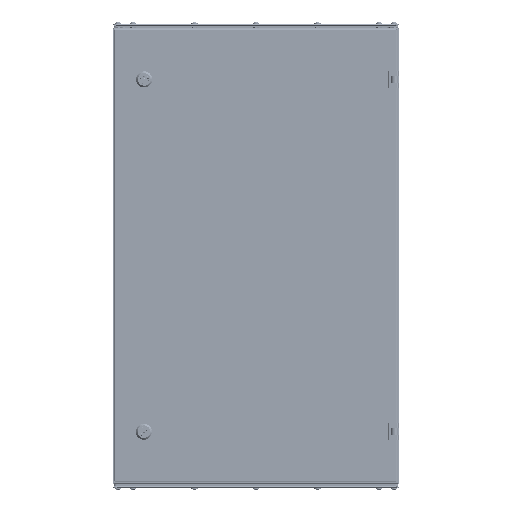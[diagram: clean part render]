
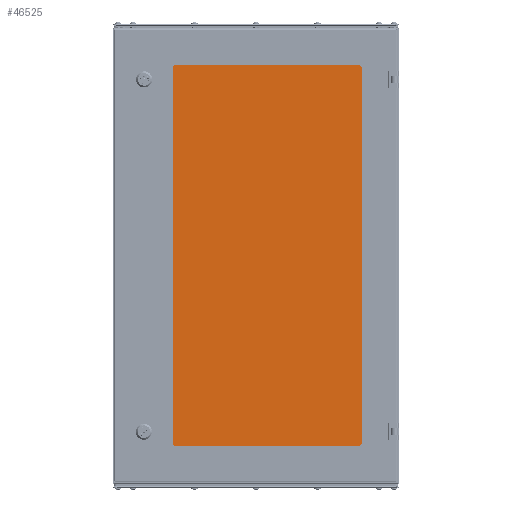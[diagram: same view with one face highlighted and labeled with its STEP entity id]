
A CAD part, top view. The second image highlights one B-rep face of the part: STEP entity #46525.
In plain terms, the highlighted planar face has unit normal (0, 0, 1).
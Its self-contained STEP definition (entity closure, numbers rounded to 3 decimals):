
#823 = EDGE_CURVE ( 'NONE', #75136, #85204, #82780, .T. ) ;
#4995 = CARTESIAN_POINT ( 'NONE',  ( 177.75, -335.5, 4. ) ) ;
#5113 = DIRECTION ( 'NONE',  ( -1., 0., 0. ) ) ;
#5391 = ORIENTED_EDGE ( 'NONE', *, *, #49519, .T. ) ;
#5560 = AXIS2_PLACEMENT_3D ( 'NONE', #22731, #24069, #78378 ) ;
#6994 = AXIS2_PLACEMENT_3D ( 'NONE', #59330, #73498, #65745 ) ;
#9415 = VECTOR ( 'NONE', #83898, 1000. ) ;
#9514 = DIRECTION ( 'NONE',  ( 0., 0., 1. ) ) ;
#10168 = VECTOR ( 'NONE', #5113, 1000. ) ;
#10176 = VECTOR ( 'NONE', #54727, 1000. ) ;
#16340 = CARTESIAN_POINT ( 'NONE',  ( -167.75, 335.5, 4. ) ) ;
#16566 = VERTEX_POINT ( 'NONE', #73207 ) ;
#17880 = LINE ( 'NONE', #26520, #10168 ) ;
#20090 = ORIENTED_EDGE ( 'NONE', *, *, #48392, .T. ) ;
#22731 = CARTESIAN_POINT ( 'NONE',  ( 167.75, 335.5, 4. ) ) ;
#23282 = DIRECTION ( 'NONE',  ( -1., 0., 0. ) ) ;
#24069 = DIRECTION ( 'NONE',  ( 0., 0., 1. ) ) ;
#26520 = CARTESIAN_POINT ( 'NONE',  ( -177.75, 345.5, 4. ) ) ;
#27587 = CIRCLE ( 'NONE', #58310, 10. ) ;
#28153 = LINE ( 'NONE', #47733, #83872 ) ;
#31050 = ORIENTED_EDGE ( 'NONE', *, *, #71326, .T. ) ;
#31312 = ORIENTED_EDGE ( 'NONE', *, *, #823, .T. ) ;
#32290 = AXIS2_PLACEMENT_3D ( 'NONE', #72086, #85759, #23282 ) ;
#33643 = VERTEX_POINT ( 'NONE', #40555 ) ;
#36528 = CARTESIAN_POINT ( 'NONE',  ( 167.75, 345.5, 4. ) ) ;
#36672 = EDGE_CURVE ( 'NONE', #33643, #58195, #66662, .T. ) ;
#38498 = VERTEX_POINT ( 'NONE', #70371 ) ;
#40325 = CARTESIAN_POINT ( 'NONE',  ( 167.75, -345.5, 4. ) ) ;
#40401 = EDGE_LOOP ( 'NONE', ( #69254, #47536, #31050, #31312, #20090, #41358, #5391, #45743 ) ) ;
#40555 = CARTESIAN_POINT ( 'NONE',  ( -177.75, -335.5, 4. ) ) ;
#41358 = ORIENTED_EDGE ( 'NONE', *, *, #83253, .T. ) ;
#45743 = ORIENTED_EDGE ( 'NONE', *, *, #36672, .T. ) ;
#46525 = ADVANCED_FACE ( 'NONE', ( #51535 ), #52424, .F. ) ;
#47536 = ORIENTED_EDGE ( 'NONE', *, *, #48003, .T. ) ;
#47733 = CARTESIAN_POINT ( 'NONE',  ( 177.75, -345.5, 4. ) ) ;
#48003 = EDGE_CURVE ( 'NONE', #78074, #48897, #27587, .T. ) ;
#48392 = EDGE_CURVE ( 'NONE', #85204, #38498, #17880, .T. ) ;
#48897 = VERTEX_POINT ( 'NONE', #4995 ) ;
#49519 = EDGE_CURVE ( 'NONE', #16566, #33643, #49644, .T. ) ;
#49644 = LINE ( 'NONE', #84330, #9415 ) ;
#51535 = FACE_OUTER_BOUND ( 'NONE', #40401, .T. ) ;
#51742 = CARTESIAN_POINT ( 'NONE',  ( 167.75, -335.5, 4. ) ) ;
#52424 = PLANE ( 'NONE',  #32290 ) ;
#54727 = DIRECTION ( 'NONE',  ( 1., 0., 0. ) ) ;
#58195 = VERTEX_POINT ( 'NONE', #70864 ) ;
#58310 = AXIS2_PLACEMENT_3D ( 'NONE', #51742, #59019, #86874 ) ;
#59019 = DIRECTION ( 'NONE',  ( 0., 0., 1. ) ) ;
#59330 = CARTESIAN_POINT ( 'NONE',  ( -167.75, -335.5, 4. ) ) ;
#65745 = DIRECTION ( 'NONE',  ( -1., 0., 0. ) ) ;
#66662 = CIRCLE ( 'NONE', #6994, 10. ) ;
#67080 = CARTESIAN_POINT ( 'NONE',  ( -177.75, -345.5, 4. ) ) ;
#69254 = ORIENTED_EDGE ( 'NONE', *, *, #78787, .T. ) ;
#70371 = CARTESIAN_POINT ( 'NONE',  ( -167.75, 345.5, 4. ) ) ;
#70864 = CARTESIAN_POINT ( 'NONE',  ( -167.75, -345.5, 4. ) ) ;
#71326 = EDGE_CURVE ( 'NONE', #48897, #75136, #28153, .T. ) ;
#72086 = CARTESIAN_POINT ( 'NONE',  ( 0., 0., 4. ) ) ;
#73207 = CARTESIAN_POINT ( 'NONE',  ( -177.75, 335.5, 4. ) ) ;
#73498 = DIRECTION ( 'NONE',  ( 0., 0., 1. ) ) ;
#73924 = LINE ( 'NONE', #67080, #10176 ) ;
#75136 = VERTEX_POINT ( 'NONE', #86258 ) ;
#78074 = VERTEX_POINT ( 'NONE', #40325 ) ;
#78378 = DIRECTION ( 'NONE',  ( -1., 0., 0. ) ) ;
#78403 = DIRECTION ( 'NONE',  ( -1., 0., 0. ) ) ;
#78787 = EDGE_CURVE ( 'NONE', #58195, #78074, #73924, .T. ) ;
#81985 = AXIS2_PLACEMENT_3D ( 'NONE', #16340, #9514, #78403 ) ;
#82780 = CIRCLE ( 'NONE', #5560, 10. ) ;
#83253 = EDGE_CURVE ( 'NONE', #38498, #16566, #87781, .T. ) ;
#83872 = VECTOR ( 'NONE', #89250, 1000. ) ;
#83898 = DIRECTION ( 'NONE',  ( 0., -1., 0. ) ) ;
#84330 = CARTESIAN_POINT ( 'NONE',  ( -177.75, -345.5, 4. ) ) ;
#85204 = VERTEX_POINT ( 'NONE', #36528 ) ;
#85759 = DIRECTION ( 'NONE',  ( 0., 0., -1. ) ) ;
#86258 = CARTESIAN_POINT ( 'NONE',  ( 177.75, 335.5, 4. ) ) ;
#86874 = DIRECTION ( 'NONE',  ( -1., 0., 0. ) ) ;
#87781 = CIRCLE ( 'NONE', #81985, 10. ) ;
#89250 = DIRECTION ( 'NONE',  ( 0., 1., 0. ) ) ;
